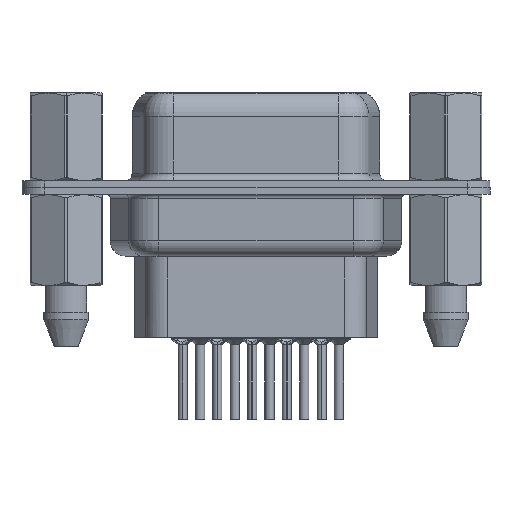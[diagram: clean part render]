
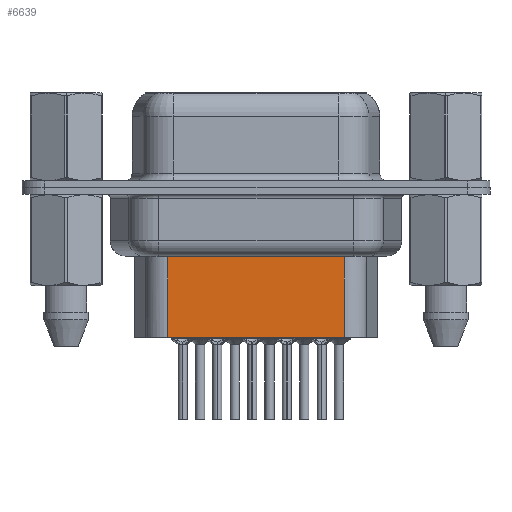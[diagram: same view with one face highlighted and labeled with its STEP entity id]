
A CAD part, front view. The second image highlights one B-rep face of the part: STEP entity #6639.
In plain terms, the highlighted planar face has unit normal (0, -1, 0).
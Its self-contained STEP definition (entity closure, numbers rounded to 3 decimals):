
#21 = VERTEX_POINT ( 'NONE', #14170 ) ;
#788 = EDGE_CURVE ( 'NONE', #24034, #21, #19067, .T. ) ;
#2020 = CARTESIAN_POINT ( 'NONE',  ( 6.701, -3.5, -3.1 ) ) ;
#2462 = DIRECTION ( 'NONE',  ( -1., 0., 0. ) ) ;
#5669 = CARTESIAN_POINT ( 'NONE',  ( 18.289, -3.5, -9.85 ) ) ;
#6639 = ADVANCED_FACE ( 'NONE', ( #31320 ), #20534, .T. ) ;
#6877 = LINE ( 'NONE', #13532, #20963 ) ;
#7309 = DIRECTION ( 'NONE',  ( 1., 0., 0. ) ) ;
#7399 = CARTESIAN_POINT ( 'NONE',  ( 6.701, -3.5, -9.85 ) ) ;
#7440 = AXIS2_PLACEMENT_3D ( 'NONE', #2020, #23151, #7309 ) ;
#8390 = EDGE_LOOP ( 'NONE', ( #21006, #8791, #8906, #31578 ) ) ;
#8791 = ORIENTED_EDGE ( 'NONE', *, *, #21648, .T. ) ;
#8906 = ORIENTED_EDGE ( 'NONE', *, *, #20396, .T. ) ;
#11079 = VERTEX_POINT ( 'NONE', #28447 ) ;
#11742 = EDGE_CURVE ( 'NONE', #13389, #24034, #19308, .T. ) ;
#11957 = VECTOR ( 'NONE', #2462, 1000. ) ;
#12364 = CARTESIAN_POINT ( 'NONE',  ( 6.701, -3.5, -3.1 ) ) ;
#13389 = VERTEX_POINT ( 'NONE', #14001 ) ;
#13532 = CARTESIAN_POINT ( 'NONE',  ( 6.454, -3.5, -4.097 ) ) ;
#14001 = CARTESIAN_POINT ( 'NONE',  ( 18.289, -3.5, -4.097 ) ) ;
#14170 = CARTESIAN_POINT ( 'NONE',  ( 6.701, -3.5, -9.85 ) ) ;
#15080 = DIRECTION ( 'NONE',  ( 0., 0., -1. ) ) ;
#19067 = LINE ( 'NONE', #7399, #11957 ) ;
#19091 = CARTESIAN_POINT ( 'NONE',  ( 18.289, -3.5, -3.1 ) ) ;
#19308 = LINE ( 'NONE', #19091, #32515 ) ;
#19456 = DIRECTION ( 'NONE',  ( -1., 0., 0. ) ) ;
#20396 = EDGE_CURVE ( 'NONE', #11079, #21, #31400, .T. ) ;
#20534 = PLANE ( 'NONE',  #7440 ) ;
#20963 = VECTOR ( 'NONE', #19456, 1000. ) ;
#21006 = ORIENTED_EDGE ( 'NONE', *, *, #11742, .F. ) ;
#21648 = EDGE_CURVE ( 'NONE', #13389, #11079, #6877, .T. ) ;
#21743 = DIRECTION ( 'NONE',  ( 0., 0., -1. ) ) ;
#23151 = DIRECTION ( 'NONE',  ( 0., -1., 0. ) ) ;
#24034 = VERTEX_POINT ( 'NONE', #5669 ) ;
#24407 = VECTOR ( 'NONE', #15080, 1000. ) ;
#28447 = CARTESIAN_POINT ( 'NONE',  ( 6.701, -3.5, -4.097 ) ) ;
#31320 = FACE_OUTER_BOUND ( 'NONE', #8390, .T. ) ;
#31400 = LINE ( 'NONE', #12364, #24407 ) ;
#31578 = ORIENTED_EDGE ( 'NONE', *, *, #788, .F. ) ;
#32515 = VECTOR ( 'NONE', #21743, 1000. ) ;
